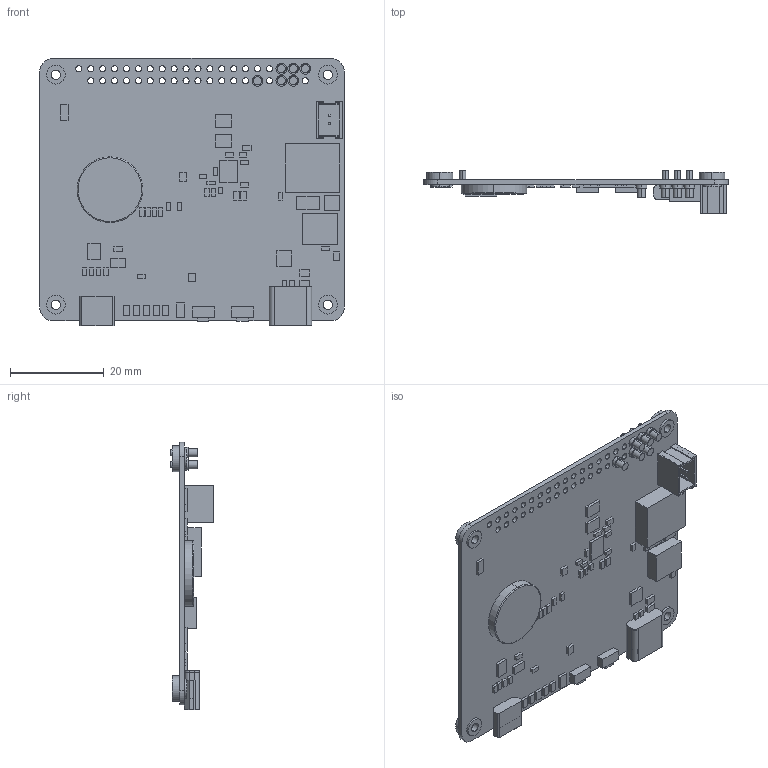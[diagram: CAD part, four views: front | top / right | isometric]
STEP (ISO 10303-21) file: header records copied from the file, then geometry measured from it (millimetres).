
FILE_DESCRIPTION (( 'STEP AP214' ), '1' );
FILE_NAME ('pisugar3plus.STEP', '2024-10-20T13:57:44', ( '' ), ( '' ), 'SwSTEP 2.0', 'SolidWorks 2024', '' );
FILE_SCHEMA (( 'AUTOMOTIVE_DESIGN' ));
Length unit declared in the file: millimetre
Products named in the file (1): pisugar3plus
Bounding box: 65 x 9.22 x 57 mm (x, y, z)
Volume: 5038.5 mm3; surface area: 9265 mm2
Topology: 1 solids, 1 shells, 525 faces, 1296 edges, 859 vertices
Faces by surface type: plane 381, cylinder 142, torus 2
Entity records: 15630 total; most frequent: CARTESIAN_POINT 2681, DIRECTION 2637, ORIENTED_EDGE 2592, EDGE_CURVE 1296, LINE 1007, VECTOR 1007, VERTEX_POINT 859, AXIS2_PLACEMENT_3D 815
